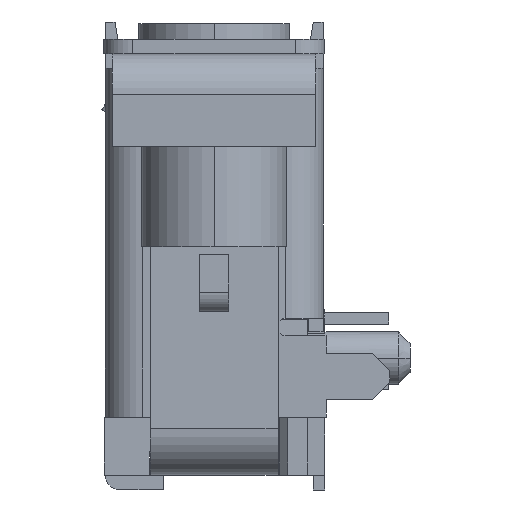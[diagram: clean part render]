
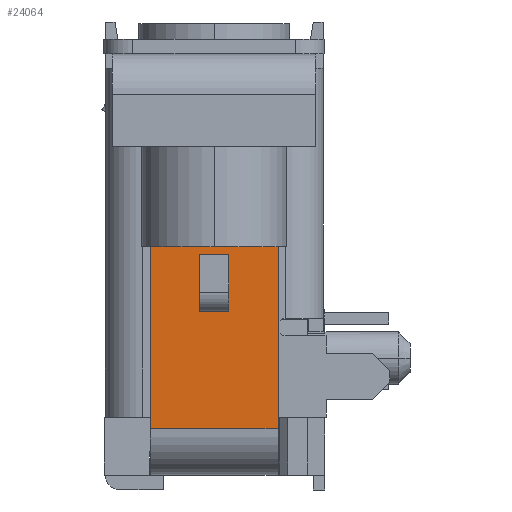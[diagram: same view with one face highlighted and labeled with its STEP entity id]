
A CAD part, left-side view. The second image highlights one B-rep face of the part: STEP entity #24064.
In plain terms, the highlighted planar face has unit normal (-1, 0, 0).
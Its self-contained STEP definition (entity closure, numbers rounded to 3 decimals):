
#4279=DIRECTION('',(0.,0.,1.));
#4280=VECTOR('',#4279,5.65);
#4281=CARTESIAN_POINT('',(-9.975,1.1,-7.));
#4282=LINE('',#4281,#4280);
#4325=DIRECTION('',(0.,0.,1.));
#4326=VECTOR('',#4325,5.65);
#4327=CARTESIAN_POINT('',(-9.975,-1.1,-7.));
#4328=LINE('',#4327,#4326);
#5697=DIRECTION('',(0.,0.,-1.));
#5698=VECTOR('',#5697,0.985);
#5699=CARTESIAN_POINT('',(-9.975,-0.25,-4.));
#5700=LINE('',#5699,#5698);
#6353=DIRECTION('',(0.,0.,1.));
#6354=VECTOR('',#6353,0.985);
#6355=CARTESIAN_POINT('',(-9.975,0.25,-4.985));
#6356=LINE('',#6355,#6354);
#6400=DIRECTION('',(0.,1.,0.));
#6401=VECTOR('',#6400,2.2);
#6402=CARTESIAN_POINT('',(-9.975,-1.1,-7.));
#6403=LINE('',#6402,#6401);
#6408=DIRECTION('',(0.,1.,0.));
#6409=VECTOR('',#6408,2.2);
#6410=CARTESIAN_POINT('',(-9.975,-1.1,-1.35));
#6411=LINE('',#6410,#6409);
#6412=DIRECTION('',(0.,1.,0.));
#6413=VECTOR('',#6412,0.5);
#6414=CARTESIAN_POINT('',(-9.975,-0.25,-4.));
#6415=LINE('',#6414,#6413);
#6424=DIRECTION('',(0.,-1.,0.));
#6425=VECTOR('',#6424,0.5);
#6426=CARTESIAN_POINT('',(-9.975,0.25,-4.985));
#6427=LINE('',#6426,#6425);
#13719=CARTESIAN_POINT('',(-9.975,-1.1,-7.));
#13720=VERTEX_POINT('',#13719);
#13721=CARTESIAN_POINT('',(-9.975,-1.1,-1.35));
#13722=VERTEX_POINT('',#13721);
#13726=CARTESIAN_POINT('',(-9.975,1.1,-7.));
#13728=VERTEX_POINT('',#13726);
#13729=CARTESIAN_POINT('',(-9.975,1.1,-1.35));
#13730=VERTEX_POINT('',#13729);
#17473=CARTESIAN_POINT('',(-9.975,-0.25,-4.));
#17474=CARTESIAN_POINT('',(-9.975,-0.25,-4.985));
#17475=VERTEX_POINT('',#17473);
#17476=VERTEX_POINT('',#17474);
#17479=CARTESIAN_POINT('',(-9.975,0.25,-4.985));
#17480=CARTESIAN_POINT('',(-9.975,0.25,-4.));
#17481=VERTEX_POINT('',#17479);
#17482=VERTEX_POINT('',#17480);
#24043=CARTESIAN_POINT('',(-9.975,-1.1,-7.));
#24044=DIRECTION('',(-1.,0.,0.));
#24045=DIRECTION('',(0.,0.,1.));
#24046=AXIS2_PLACEMENT_3D('',#24043,#24044,#24045);
#24047=PLANE('',#24046);
#24048=ORIENTED_EDGE('',*,*,#21242,.F.);
#24050=ORIENTED_EDGE('',*,*,#24049,.T.);
#24051=ORIENTED_EDGE('',*,*,#21200,.T.);
#24053=ORIENTED_EDGE('',*,*,#24052,.F.);
#24054=EDGE_LOOP('',(#24048,#24050,#24051,#24053));
#24055=FACE_OUTER_BOUND('',#24054,.F.);
#24056=ORIENTED_EDGE('',*,*,#22927,.F.);
#24058=ORIENTED_EDGE('',*,*,#24057,.T.);
#24059=ORIENTED_EDGE('',*,*,#24003,.F.);
#24061=ORIENTED_EDGE('',*,*,#24060,.T.);
#24062=EDGE_LOOP('',(#24056,#24058,#24059,#24061));
#24063=FACE_BOUND('',#24062,.F.);
#24064=ADVANCED_FACE('',(#24055,#24063),#24047,.T.);
#21200=EDGE_CURVE('',#13728,#13730,#4282,.T.);
#21242=EDGE_CURVE('',#13720,#13722,#4328,.T.);
#22927=EDGE_CURVE('',#17475,#17476,#5700,.T.);
#24003=EDGE_CURVE('',#17481,#17482,#6356,.T.);
#24049=EDGE_CURVE('',#13720,#13728,#6403,.T.);
#24052=EDGE_CURVE('',#13722,#13730,#6411,.T.);
#24057=EDGE_CURVE('',#17475,#17482,#6415,.T.);
#24060=EDGE_CURVE('',#17481,#17476,#6427,.T.);
